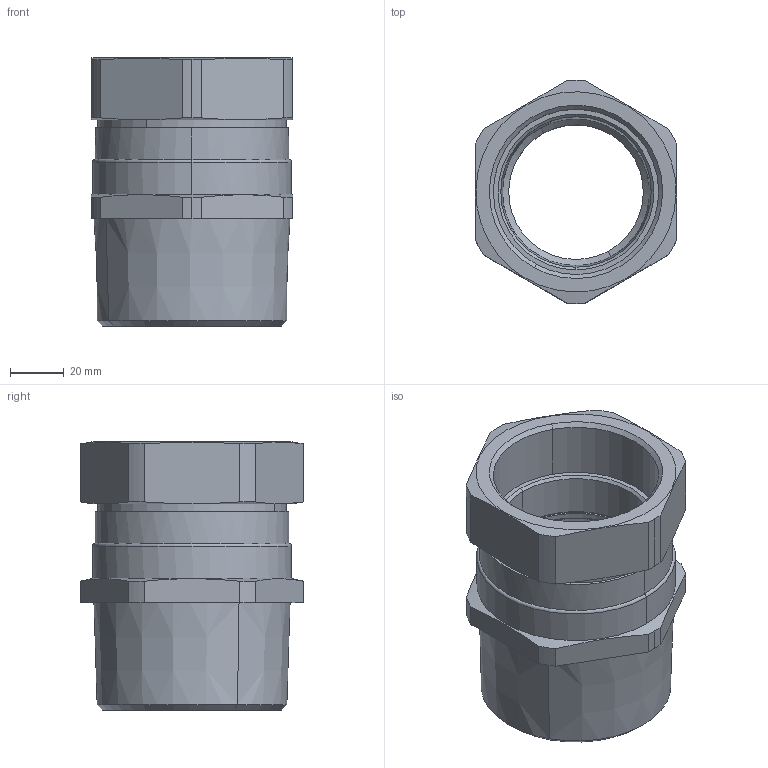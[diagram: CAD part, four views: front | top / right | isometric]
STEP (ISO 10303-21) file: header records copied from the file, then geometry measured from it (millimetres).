
FILE_DESCRIPTION(('CATIA V5 STEP Exchange','CAx-IF Rec.Pracs.--- Model Styling and Organization---1.4--- 2014-01-23'),'2;1');
FILE_NAME ('D1553460_0_1206690000_1206690000.stp','2022-05-16T02:32:22+00:00',('none'),('Weidmueller'),'CATIA Version 5-6 Release 2016 SP3 HF44','CATIA V5 STEP AP214','none');
FILE_SCHEMA(('AUTOMOTIVE_DESIGN { 1 0 10303 214 1 1 1 1 }'));
Length unit declared in the file: millimetre
Products named in the file (1): A2LC/63S/NPT2-1/2-M63F-WM
Bounding box: 75 x 83 x 99.75 mm (x, y, z)
Volume: 196417.5 mm3; surface area: 56375.8 mm2
Topology: 2 solids, 2 shells, 82 faces, 202 edges, 130 vertices
Faces by surface type: cylinder 34, plane 22, cone 22, torus 4
Entity records: 2396 total; most frequent: CARTESIAN_POINT 583, ORIENTED_EDGE 404, DIRECTION 285, EDGE_CURVE 202, AXIS2_PLACEMENT_3D 158, VERTEX_POINT 130, CIRCLE 103, EDGE_LOOP 92
